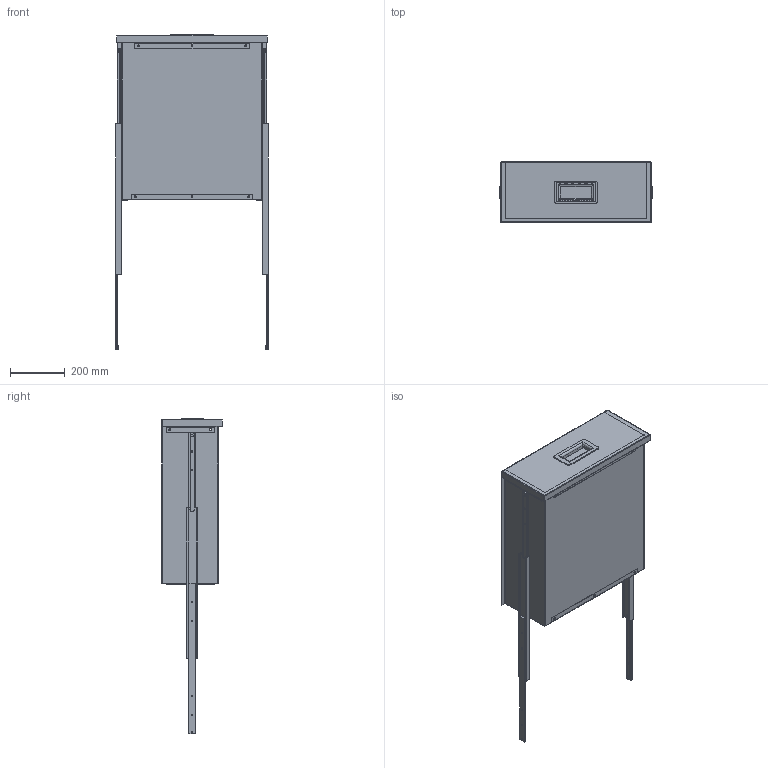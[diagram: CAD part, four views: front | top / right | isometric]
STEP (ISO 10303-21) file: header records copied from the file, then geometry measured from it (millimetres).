
FILE_DESCRIPTION(('FreeCAD Model'),'2;1');
FILE_NAME('Open CASCADE Shape Model','2025-04-30T23:30:40',('FreeCAD'),( 'FreeCAD'),'Open CASCADE STEP processor 7.6','FreeCAD','Unknown');
FILE_SCHEMA(('AUTOMOTIVE_DESIGN { 1 0 10303 214 1 1 1 1 }'));
Products named in the file (1): Open CASCADE STEP translator 7.6 1
Bounding box: 559.69 x 221.94 x 1155.22 mm (x, y, z)
Volume: 1448209.7 mm3; surface area: 2212496.9 mm2
Topology: 18 solids, 18 shells, 1407 faces, 4051 edges, 2628 vertices
Faces by surface type: bspline 1407
Entity records: 49369 total; most frequent: CARTESIAN_POINT 26752, ORIENTED_EDGE 8006, EDGE_CURVE 4003, B_SPLINE_CURVE_WITH_KNOTS 2766, VERTEX_POINT 2628, FACE_BOUND 1519, EDGE_LOOP 1519, ADVANCED_FACE 1407
